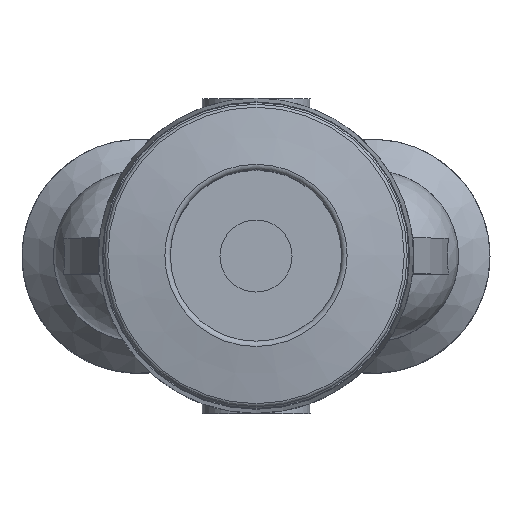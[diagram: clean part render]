
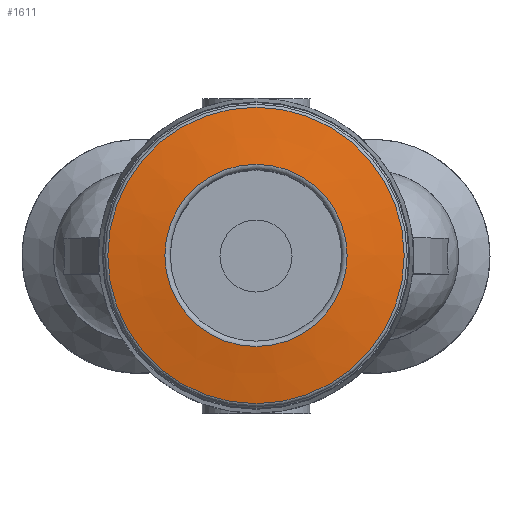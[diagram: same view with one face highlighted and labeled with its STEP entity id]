
A CAD part, top view. The second image highlights one B-rep face of the part: STEP entity #1611.
In plain terms, the highlighted conical face has half-angle 80 degrees and reference radius 8.235 mm.
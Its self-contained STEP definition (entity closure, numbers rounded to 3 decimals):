
#67=CONICAL_SURFACE('',#1760,8.235,1.396);
#354=ORIENTED_EDGE('',*,*,#534,.F.);
#355=ORIENTED_EDGE('',*,*,#533,.T.);
#533=EDGE_CURVE('',#643,#643,#725,.T.);
#534=EDGE_CURVE('',#644,#644,#726,.T.);
#643=VERTEX_POINT('',#2516);
#644=VERTEX_POINT('',#2519);
#725=CIRCLE('',#1759,8.235);
#726=CIRCLE('',#1761,5.063);
#830=EDGE_LOOP('',(#354));
#831=EDGE_LOOP('',(#355));
#958=FACE_BOUND('',#830,.T.);
#959=FACE_BOUND('',#831,.T.);
#1611=ADVANCED_FACE('',(#958,#959),#67,.T.);
#1759=AXIS2_PLACEMENT_3D('',#2515,#2048,#2049);
#1760=AXIS2_PLACEMENT_3D('',#2517,#2050,#2051);
#1761=AXIS2_PLACEMENT_3D('',#2518,#2052,#2053);
#2048=DIRECTION('',(0.,0.,1.));
#2049=DIRECTION('',(1.,0.,0.));
#2050=DIRECTION('',(0.,0.,-1.));
#2051=DIRECTION('',(-1.,0.,0.));
#2052=DIRECTION('',(0.,0.,1.));
#2053=DIRECTION('',(1.,0.,0.));
#2515=CARTESIAN_POINT('',(0.,0.,42.541));
#2516=CARTESIAN_POINT('',(8.235,0.,42.541));
#2517=CARTESIAN_POINT('',(0.,0.,42.541));
#2518=CARTESIAN_POINT('',(0.,0.,43.1));
#2519=CARTESIAN_POINT('',(5.063,0.,43.1));
